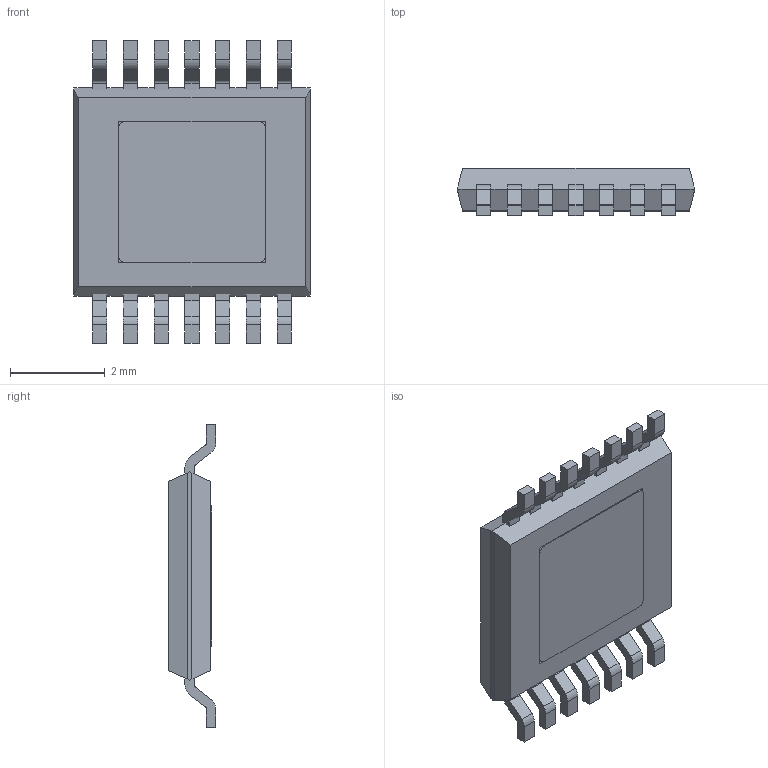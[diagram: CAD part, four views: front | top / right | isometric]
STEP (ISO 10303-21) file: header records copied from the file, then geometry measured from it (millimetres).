
FILE_DESCRIPTION( ( '' ), ' ' );
FILE_NAME( '58ca5996ef77a20f5d2acec3.step', '2017-03-16T09:24:25', ( '' ), ( '' ), ' ', ' ', ' ' );
FILE_SCHEMA( ( 'AUTOMOTIVE_DESIGN { 1 0 10303 214 1 1 1 1 }' ) );
Length unit declared in the file: metre
Products named in the file (2): 1; 2
Bounding box: 5 x 1 x 6.4 mm (x, y, z)
Volume: 19.8 mm3; surface area: 94.4 mm2
Topology: 2 solids, 2 shells, 211 faces, 615 edges, 410 vertices
Faces by surface type: plane 150, cylinder 61
Full cylindrical faces by diameter (mm): 0.5 x1
Entity records: 8660 total; most frequent: CARTESIAN_POINT 1237, ORIENTED_EDGE 1228, DIRECTION 1162, EDGE_CURVE 614, LINE 492, VECTOR 492, VERTEX_POINT 410, AXIS2_PLACEMENT_3D 335
